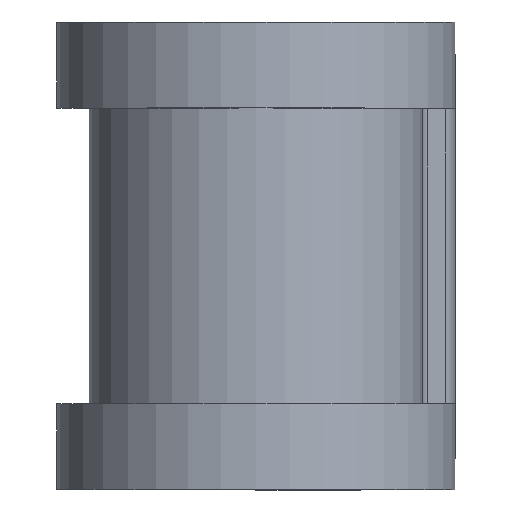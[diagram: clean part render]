
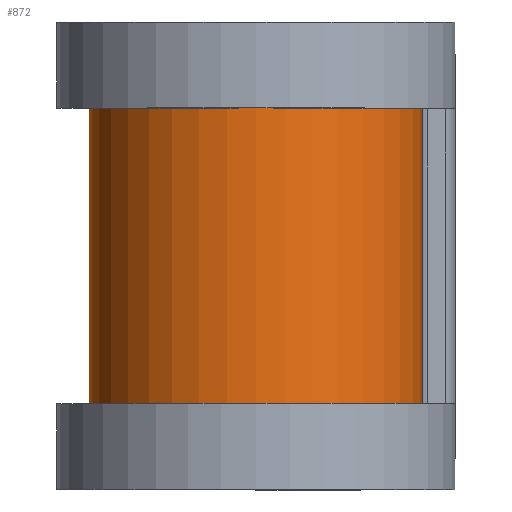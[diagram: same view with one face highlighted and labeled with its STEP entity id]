
A CAD part, top view. The second image highlights one B-rep face of the part: STEP entity #872.
In plain terms, the highlighted cylindrical face has radius 7.887 mm (diameter 15.773 mm), a partial arc.
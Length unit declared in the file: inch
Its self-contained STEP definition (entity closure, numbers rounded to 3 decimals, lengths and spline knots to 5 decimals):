
#69 = EDGE_CURVE ( 'NONE', #1080, #931, #1617, .T. ) ;
#86 = CARTESIAN_POINT ( 'NONE',  ( 0., -0.275, 0. ) ) ;
#96 = CIRCLE ( 'NONE', #1050, 0.3105 ) ;
#160 = DIRECTION ( 'NONE',  ( 0., -1., 0. ) ) ;
#170 = DIRECTION ( 'NONE',  ( 0., -1., 0. ) ) ;
#180 = DIRECTION ( 'NONE',  ( 0., 0., -1. ) ) ;
#193 = DIRECTION ( 'NONE',  ( 0., 0., -1. ) ) ;
#218 = AXIS2_PLACEMENT_3D ( 'NONE', #1695, #160, #180 ) ;
#231 = EDGE_CURVE ( 'NONE', #1402, #885, #735, .T. ) ;
#260 = DIRECTION ( 'NONE',  ( 0., -1., 0. ) ) ;
#263 = EDGE_CURVE ( 'NONE', #1402, #1080, #1513, .T. ) ;
#265 = CARTESIAN_POINT ( 'NONE',  ( 0., 0.375, -0.3105 ) ) ;
#298 = CARTESIAN_POINT ( 'NONE',  ( 0.3105, -0.275, 0. ) ) ;
#324 = EDGE_CURVE ( 'NONE', #885, #931, #96, .T. ) ;
#360 = ORIENTED_EDGE ( 'NONE', *, *, #263, .T. ) ;
#395 = FACE_OUTER_BOUND ( 'NONE', #535, .T. ) ;
#535 = EDGE_LOOP ( 'NONE', ( #911, #360, #1029, #801 ) ) ;
#713 = VECTOR ( 'NONE', #1688, 39.37008 ) ;
#735 = LINE ( 'NONE', #1543, #713 ) ;
#801 = ORIENTED_EDGE ( 'NONE', *, *, #324, .F. ) ;
#810 = CARTESIAN_POINT ( 'NONE',  ( 0., 0.275, -0.3105 ) ) ;
#872 = ADVANCED_FACE ( 'NONE', ( #395 ), #1373, .T. ) ;
#885 = VERTEX_POINT ( 'NONE', #298 ) ;
#911 = ORIENTED_EDGE ( 'NONE', *, *, #231, .F. ) ;
#931 = VERTEX_POINT ( 'NONE', #1227 ) ;
#1029 = ORIENTED_EDGE ( 'NONE', *, *, #69, .T. ) ;
#1050 = AXIS2_PLACEMENT_3D ( 'NONE', #86, #170, #193 ) ;
#1080 = VERTEX_POINT ( 'NONE', #810 ) ;
#1227 = CARTESIAN_POINT ( 'NONE',  ( 0., -0.275, -0.3105 ) ) ;
#1241 = VECTOR ( 'NONE', #260, 39.37008 ) ;
#1311 = DIRECTION ( 'NONE',  ( 0., 0., -1. ) ) ;
#1322 = DIRECTION ( 'NONE',  ( 0., -1., 0. ) ) ;
#1326 = CARTESIAN_POINT ( 'NONE',  ( 0., 0.275, 0. ) ) ;
#1331 = AXIS2_PLACEMENT_3D ( 'NONE', #1326, #1322, #1311 ) ;
#1373 = CYLINDRICAL_SURFACE ( 'NONE', #218, 0.3105 ) ;
#1402 = VERTEX_POINT ( 'NONE', #1697 ) ;
#1513 = CIRCLE ( 'NONE', #1331, 0.3105 ) ;
#1543 = CARTESIAN_POINT ( 'NONE',  ( 0.3105, 0.375, 0. ) ) ;
#1617 = LINE ( 'NONE', #265, #1241 ) ;
#1688 = DIRECTION ( 'NONE',  ( 0., -1., 0. ) ) ;
#1695 = CARTESIAN_POINT ( 'NONE',  ( 0., 0.375, 0. ) ) ;
#1697 = CARTESIAN_POINT ( 'NONE',  ( 0.3105, 0.275, 0. ) ) ;
